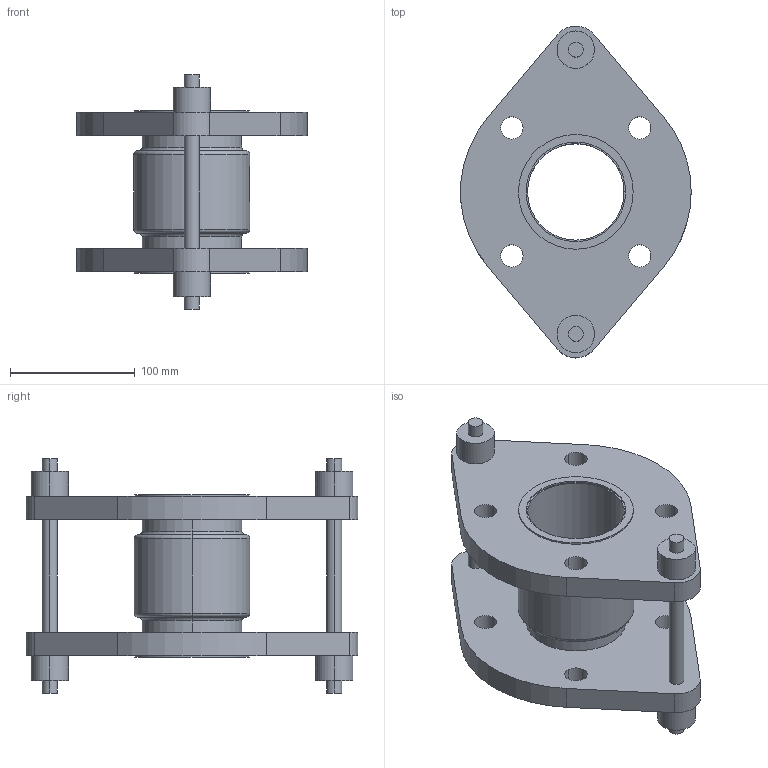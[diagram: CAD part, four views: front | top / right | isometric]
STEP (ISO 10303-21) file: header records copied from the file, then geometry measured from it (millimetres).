
FILE_DESCRIPTION (( 'STEP AP214' ), '1' );
FILE_NAME ('EPSILON-C_DN065_PN16_300_6000013630.STEP', '2021-10-18T08:54:04', ( 'axxx' ), ( 'Hewlett-Packard Company' ), 'SwSTEP 2.0', 'SolidWorks 2019', '' );
FILE_SCHEMA (( 'AUTOMOTIVE_DESIGN' ));
Length unit declared in the file: millimetre
Products named in the file (1): EPSILON-C_DN065_PN16_300_6000013630
Bounding box: 184.72 x 266 x 188 mm (x, y, z)
Volume: 1204519 mm3; surface area: 214359.9 mm2
Topology: 1 solids, 1 shells, 595 faces, 1588 edges, 1056 vertices
Faces by surface type: bspline 255, plane 238, cylinder 94, torus 8
Entity records: 32167 total; most frequent: CARTESIAN_POINT 18964, ORIENTED_EDGE 3176, DIRECTION 1914, EDGE_CURVE 1588, VERTEX_POINT 1056, VECTOR 784, LINE 784, EDGE_LOOP 678
